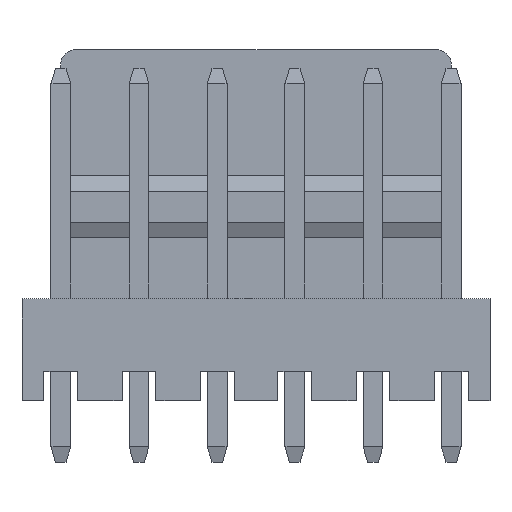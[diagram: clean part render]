
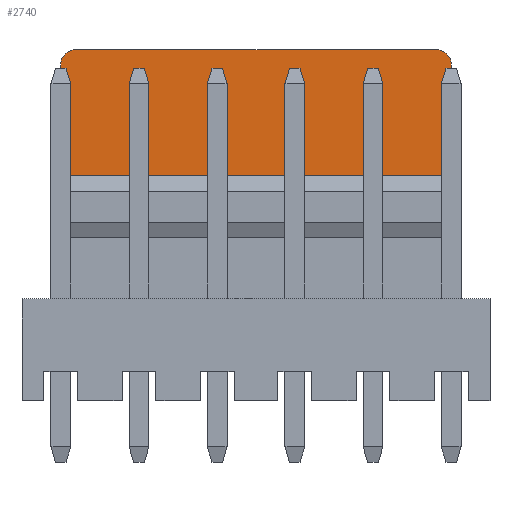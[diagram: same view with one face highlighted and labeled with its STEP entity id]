
A CAD part, top view. The second image highlights one B-rep face of the part: STEP entity #2740.
In plain terms, the highlighted planar face has unit normal (0, 0, 1).
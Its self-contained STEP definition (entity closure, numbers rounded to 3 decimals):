
#180 = DIRECTION ( 'NONE',  ( 0., -1., 0. ) ) ;
#254 = CARTESIAN_POINT ( 'NONE',  ( -2.05, 11.4, -1.7 ) ) ;
#321 = DIRECTION ( 'NONE',  ( -1., 0., 0. ) ) ;
#327 = CARTESIAN_POINT ( 'NONE',  ( 10.15, 10.9, -1.7 ) ) ;
#461 = EDGE_CURVE ( 'NONE', #3815, #1794, #1671, .T. ) ;
#492 = EDGE_CURVE ( 'NONE', #3437, #1794, #2805, .T. ) ;
#516 = LINE ( 'NONE', #2026, #3308 ) ;
#551 = AXIS2_PLACEMENT_3D ( 'NONE', #1792, #2142, #3635 ) ;
#690 = ORIENTED_EDGE ( 'NONE', *, *, #931, .T. ) ;
#772 = CARTESIAN_POINT ( 'NONE',  ( 9.65, 10.9, -1.7 ) ) ;
#796 = DIRECTION ( 'NONE',  ( -1., 0., 0. ) ) ;
#925 = DIRECTION ( 'NONE',  ( 0., 1., 0. ) ) ;
#931 = EDGE_CURVE ( 'NONE', #1764, #1573, #3619, .T. ) ;
#1209 = VECTOR ( 'NONE', #180, 1000. ) ;
#1223 = CIRCLE ( 'NONE', #1677, 0.5 ) ;
#1325 = CARTESIAN_POINT ( 'NONE',  ( -2.05, 10.9, -1.7 ) ) ;
#1573 = VERTEX_POINT ( 'NONE', #254 ) ;
#1622 = CARTESIAN_POINT ( 'NONE',  ( 11.4, 7.3, -1.7 ) ) ;
#1671 = LINE ( 'NONE', #1622, #2053 ) ;
#1677 = AXIS2_PLACEMENT_3D ( 'NONE', #1325, #1703, #2816 ) ;
#1703 = DIRECTION ( 'NONE',  ( 0., 0., -1. ) ) ;
#1764 = VERTEX_POINT ( 'NONE', #2299 ) ;
#1792 = CARTESIAN_POINT ( 'NONE',  ( 11.4, 11.4, -1.7 ) ) ;
#1794 = VERTEX_POINT ( 'NONE', #4219 ) ;
#1864 = DIRECTION ( 'NONE',  ( 0., 0., -1. ) ) ;
#1928 = EDGE_CURVE ( 'NONE', #3437, #1573, #1223, .T. ) ;
#2026 = CARTESIAN_POINT ( 'NONE',  ( 10.15, 12.4, -1.7 ) ) ;
#2053 = VECTOR ( 'NONE', #4546, 1000. ) ;
#2142 = DIRECTION ( 'NONE',  ( 0., 0., -1. ) ) ;
#2299 = CARTESIAN_POINT ( 'NONE',  ( 9.65, 11.4, -1.7 ) ) ;
#2437 = CIRCLE ( 'NONE', #2746, 0.5 ) ;
#2688 = VECTOR ( 'NONE', #321, 1000. ) ;
#2721 = ORIENTED_EDGE ( 'NONE', *, *, #461, .F. ) ;
#2740 = ADVANCED_FACE ( 'NONE', ( #4289 ), #3608, .F. ) ;
#2746 = AXIS2_PLACEMENT_3D ( 'NONE', #772, #1864, #796 ) ;
#2805 = LINE ( 'NONE', #3501, #1209 ) ;
#2816 = DIRECTION ( 'NONE',  ( 1., 0., 0. ) ) ;
#2869 = ORIENTED_EDGE ( 'NONE', *, *, #1928, .F. ) ;
#3161 = EDGE_CURVE ( 'NONE', #1764, #3983, #2437, .T. ) ;
#3308 = VECTOR ( 'NONE', #925, 1000. ) ;
#3371 = ORIENTED_EDGE ( 'NONE', *, *, #492, .T. ) ;
#3437 = VERTEX_POINT ( 'NONE', #3519 ) ;
#3501 = CARTESIAN_POINT ( 'NONE',  ( -2.55, 12.4, -1.7 ) ) ;
#3519 = CARTESIAN_POINT ( 'NONE',  ( -2.55, 10.9, -1.7 ) ) ;
#3608 = PLANE ( 'NONE',  #551 ) ;
#3619 = LINE ( 'NONE', #4324, #2688 ) ;
#3635 = DIRECTION ( 'NONE',  ( 0., 1., 0. ) ) ;
#3815 = VERTEX_POINT ( 'NONE', #3866 ) ;
#3850 = ORIENTED_EDGE ( 'NONE', *, *, #4577, .T. ) ;
#3866 = CARTESIAN_POINT ( 'NONE',  ( 10.15, 7.3, -1.7 ) ) ;
#3983 = VERTEX_POINT ( 'NONE', #327 ) ;
#4219 = CARTESIAN_POINT ( 'NONE',  ( -2.55, 7.3, -1.7 ) ) ;
#4289 = FACE_OUTER_BOUND ( 'NONE', #4316, .T. ) ;
#4316 = EDGE_LOOP ( 'NONE', ( #3850, #4390, #690, #2869, #3371, #2721 ) ) ;
#4324 = CARTESIAN_POINT ( 'NONE',  ( 11.4, 11.4, -1.7 ) ) ;
#4390 = ORIENTED_EDGE ( 'NONE', *, *, #3161, .F. ) ;
#4546 = DIRECTION ( 'NONE',  ( -1., 0., 0. ) ) ;
#4577 = EDGE_CURVE ( 'NONE', #3815, #3983, #516, .T. ) ;
